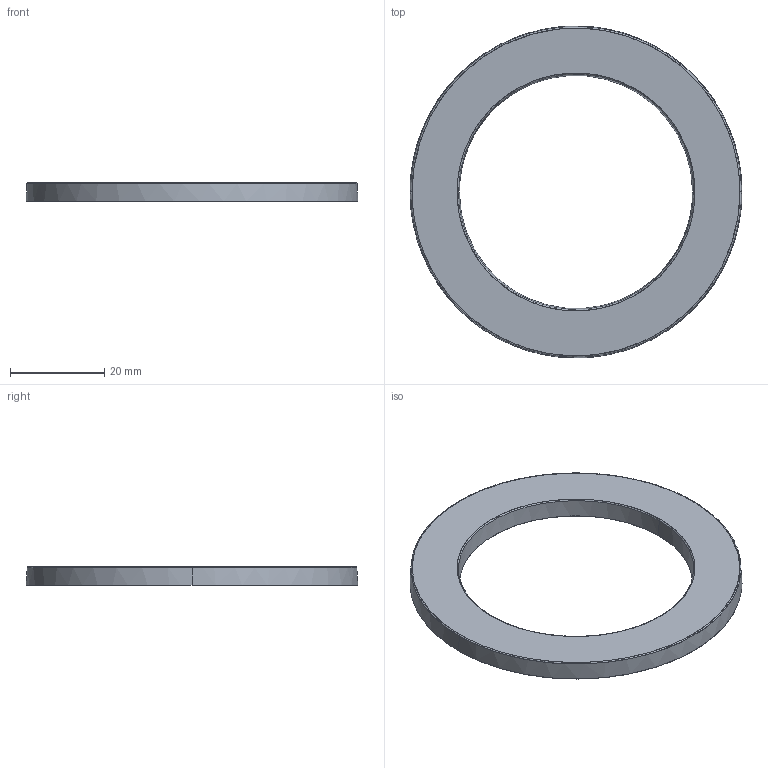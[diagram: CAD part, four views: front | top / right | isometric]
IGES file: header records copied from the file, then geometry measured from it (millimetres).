
Start section: SolidWorks IGES file using NURBS representation for surfaces
Global section: file name: 05 01 5335 150.IGS; native system: SolidWorks 2017; preprocessor: SolidWorks 2017; author: Rui Gomes; date: 170710.084456; units: millimetre
Bounding box: 70.42 x 70.42 x 4 mm (x, y, z)
Surface area: 5334.5 mm2 (no closed solid volume)
Topology: 0 solids, 0 shells, 10 faces, 288 edges, 288 vertices
Faces by surface type: bspline 10
